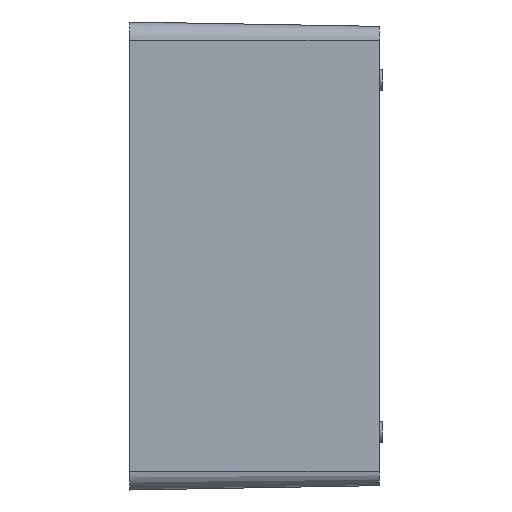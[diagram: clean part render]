
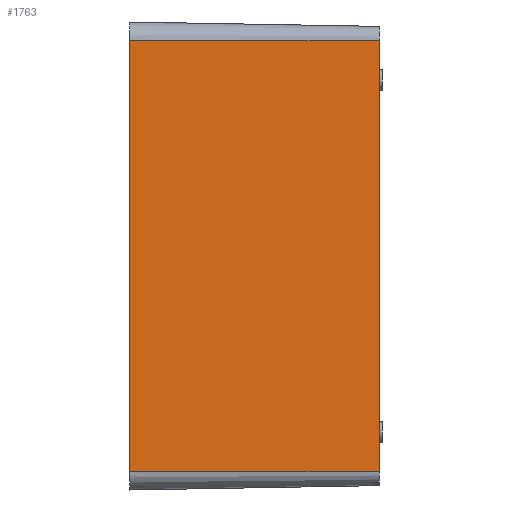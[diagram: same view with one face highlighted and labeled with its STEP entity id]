
A CAD part, left-side view. The second image highlights one B-rep face of the part: STEP entity #1763.
In plain terms, the highlighted planar face has unit normal (-1, -0.018, 0).
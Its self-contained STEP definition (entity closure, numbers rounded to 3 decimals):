
#1733 = EDGE_CURVE ( 'NONE', #1752, #1813, #6258, .T. ) ;
#1750 = VERTEX_POINT ( 'NONE', #6295 ) ;
#1752 = VERTEX_POINT ( 'NONE', #6294 ) ;
#1763 = ADVANCED_FACE ( 'NONE', ( #6281 ), #6280, .T. ) ;
#1764 = EDGE_LOOP ( 'NONE', ( #1765, #1848, #1821, #1899 ) ) ;
#1765 = ORIENTED_EDGE ( 'NONE', *, *, #1777, .F. ) ;
#1777 = EDGE_CURVE ( 'NONE', #1901, #1813, #6329, .T. ) ;
#1801 = EDGE_CURVE ( 'NONE', #1750, #1752, #6407, .T. ) ;
#1813 = VERTEX_POINT ( 'NONE', #6386 ) ;
#1821 = ORIENTED_EDGE ( 'NONE', *, *, #1801, .T. ) ;
#1838 = EDGE_CURVE ( 'NONE', #1750, #1901, #6457, .T. ) ;
#1848 = ORIENTED_EDGE ( 'NONE', *, *, #1838, .F. ) ;
#1899 = ORIENTED_EDGE ( 'NONE', *, *, #1733, .T. ) ;
#1901 = VERTEX_POINT ( 'NONE', #6552 ) ;
#6255 = DIRECTION ( 'NONE',  ( -0.017, 1., 0. ) ) ;
#6256 = VECTOR ( 'NONE', #6255, 1000. ) ;
#6257 = CARTESIAN_POINT ( 'NONE',  ( -170.1, 0., 69.1 ) ) ;
#6258 = LINE ( 'NONE', #6257, #6256 ) ;
#6277 = DIRECTION ( 'NONE',  ( -1., -0.017, 0. ) ) ;
#6278 = CARTESIAN_POINT ( 'NONE',  ( -170.1, 0., 69.1 ) ) ;
#6279 = AXIS2_PLACEMENT_3D ( 'NONE', #6278, #6277, #6342 ) ;
#6280 = PLANE ( 'NONE',  #6279 ) ;
#6281 = FACE_OUTER_BOUND ( 'NONE', #1764, .T. ) ;
#6294 = CARTESIAN_POINT ( 'NONE',  ( -168.704, -80., 69.1 ) ) ;
#6295 = CARTESIAN_POINT ( 'NONE',  ( -168.704, -80., -69.1 ) ) ;
#6326 = DIRECTION ( 'NONE',  ( 0., 0., 1. ) ) ;
#6327 = VECTOR ( 'NONE', #6326, 1000. ) ;
#6328 = CARTESIAN_POINT ( 'NONE',  ( -170.1, 0., 69.1 ) ) ;
#6329 = LINE ( 'NONE', #6328, #6327 ) ;
#6342 = DIRECTION ( 'NONE',  ( 0.017, -1., 0. ) ) ;
#6386 = CARTESIAN_POINT ( 'NONE',  ( -170.1, 0., 69.1 ) ) ;
#6404 = DIRECTION ( 'NONE',  ( 0., 0., 1. ) ) ;
#6405 = VECTOR ( 'NONE', #6404, 1000. ) ;
#6406 = CARTESIAN_POINT ( 'NONE',  ( -168.704, -80., -69.1 ) ) ;
#6407 = LINE ( 'NONE', #6406, #6405 ) ;
#6454 = DIRECTION ( 'NONE',  ( -0.017, 1., 0. ) ) ;
#6455 = VECTOR ( 'NONE', #6454, 1000. ) ;
#6456 = CARTESIAN_POINT ( 'NONE',  ( -170.1, 0., -69.1 ) ) ;
#6457 = LINE ( 'NONE', #6456, #6455 ) ;
#6552 = CARTESIAN_POINT ( 'NONE',  ( -170.1, 0., -69.1 ) ) ;
